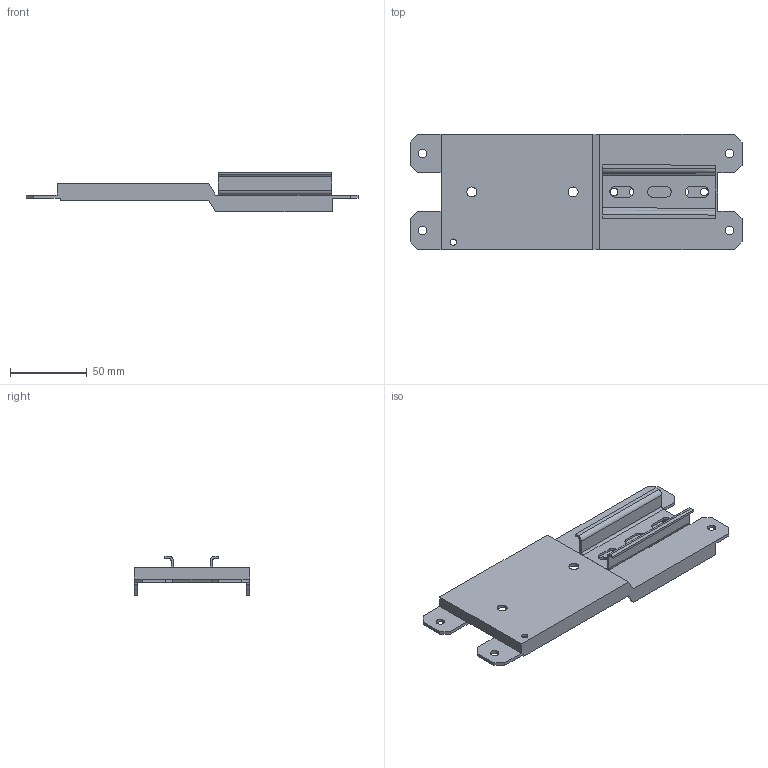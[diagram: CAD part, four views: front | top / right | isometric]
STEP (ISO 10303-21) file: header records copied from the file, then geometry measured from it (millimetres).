
FILE_DESCRIPTION((''),'2;1');
FILE_NAME('PM_1_H00_M_ASM_1_ASM','2023-02-10T08:02:19',('klemen.sitar'),('Audax d.o.o.'),'CREO PARAMETRIC BY PTC INC, 2021304','CREO PARAMETRIC BY PTC INC, 2021304','');
FILE_SCHEMA(('AP242_MANAGED_MODEL_BASED_3D_ENGINEERING_MIM_LF { 1 0 10303 442 1 1 4 }'));
Length unit declared in the file: millimetre
Products named in the file (3): PRT0012_1; PRT0013_1; PM_1_H00_M_ASM_1_ASM
Assembly tree (2 placements, depth 2):
  PM_1_H00_M_ASM_1_ASM
    PRT0012_1
    PRT0013_1
Bounding box: 216.2 x 75 x 26 mm (x, y, z)
Volume: 43939 mm3; surface area: 48215.6 mm2
Topology: 2 solids, 2 shells, 100 faces, 304 edges, 216 vertices
Faces by surface type: plane 64, cylinder 36
Entity records: 5257 total; most frequent: CARTESIAN_POINT 625, DIRECTION 616, ORIENTED_EDGE 592, COLOUR_RGB 353, PRESENTATION_STYLE_ASSIGNMENT 312, STYLED_ITEM 312, CURVE_STYLE 310, EDGE_CURVE 296
